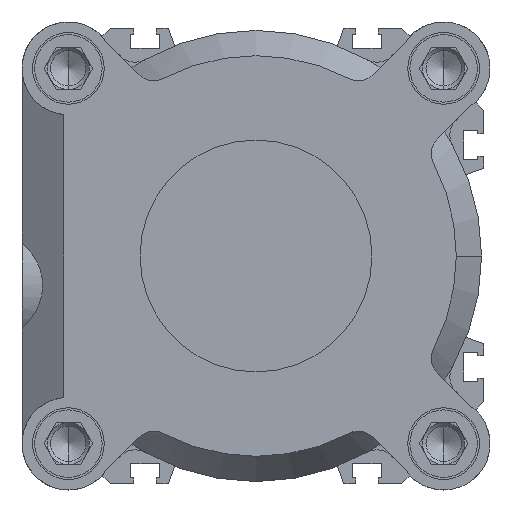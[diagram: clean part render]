
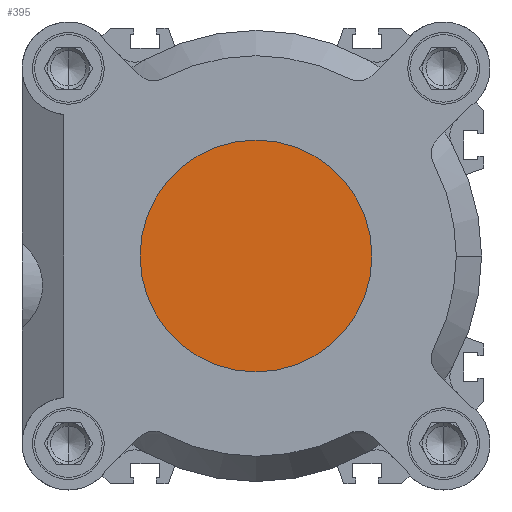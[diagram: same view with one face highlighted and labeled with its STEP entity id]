
A CAD part, left-side view. The second image highlights one B-rep face of the part: STEP entity #395.
In plain terms, the highlighted face is planar.
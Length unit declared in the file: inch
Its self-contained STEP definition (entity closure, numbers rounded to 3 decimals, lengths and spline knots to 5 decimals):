
#395 = ADVANCED_FACE ( 'NONE', ( #11397 ), #2267, .F. ) ;
#1098 = DIRECTION ( 'NONE',  ( -1., 0., 0. ) ) ;
#1183 = DIRECTION ( 'NONE',  ( 0., 0., 1. ) ) ;
#1784 = CARTESIAN_POINT ( 'NONE',  ( 1.73228, 0., 0. ) ) ;
#2020 = DIRECTION ( 'NONE',  ( -1., 0., 0. ) ) ;
#2135 = CIRCLE ( 'NONE', #7349, 1.08268 ) ;
#2246 = EDGE_CURVE ( 'NONE', #7204, #10565, #5469, .T. ) ;
#2267 = PLANE ( 'NONE',  #5215 ) ;
#2275 = AXIS2_PLACEMENT_3D ( 'NONE', #1784, #9512, #2906 ) ;
#2906 = DIRECTION ( 'NONE',  ( 0., 0., 1. ) ) ;
#3093 = ORIENTED_EDGE ( 'NONE', *, *, #7519, .F. ) ;
#3099 = CARTESIAN_POINT ( 'NONE',  ( 1.73228, 1.08268, 0. ) ) ;
#5215 = AXIS2_PLACEMENT_3D ( 'NONE', #3099, #2020, #1183 ) ;
#5469 = CIRCLE ( 'NONE', #2275, 1.08268 ) ;
#5972 = CARTESIAN_POINT ( 'NONE',  ( 1.73228, 0., 1.08268 ) ) ;
#7204 = VERTEX_POINT ( 'NONE', #5972 ) ;
#7349 = AXIS2_PLACEMENT_3D ( 'NONE', #7697, #1098, #8816 ) ;
#7415 = ORIENTED_EDGE ( 'NONE', *, *, #2246, .F. ) ;
#7519 = EDGE_CURVE ( 'NONE', #10565, #7204, #2135, .T. ) ;
#7697 = CARTESIAN_POINT ( 'NONE',  ( 1.73228, 0., 0. ) ) ;
#8816 = DIRECTION ( 'NONE',  ( 0., 0., 1. ) ) ;
#8822 = CARTESIAN_POINT ( 'NONE',  ( 1.73228, 0., -1.08268 ) ) ;
#9066 = EDGE_LOOP ( 'NONE', ( #7415, #3093 ) ) ;
#9512 = DIRECTION ( 'NONE',  ( -1., 0., 0. ) ) ;
#10565 = VERTEX_POINT ( 'NONE', #8822 ) ;
#11397 = FACE_OUTER_BOUND ( 'NONE', #9066, .T. ) ;
